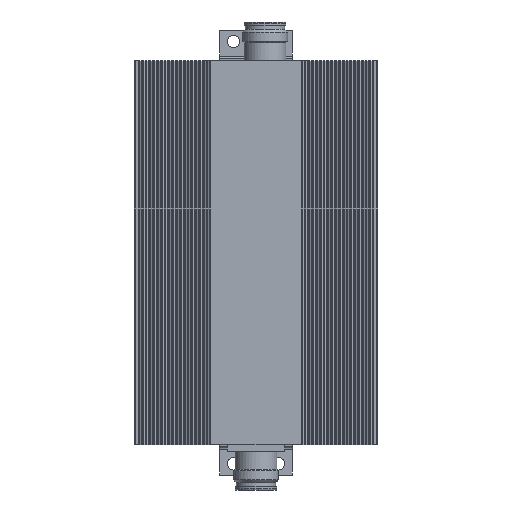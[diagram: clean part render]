
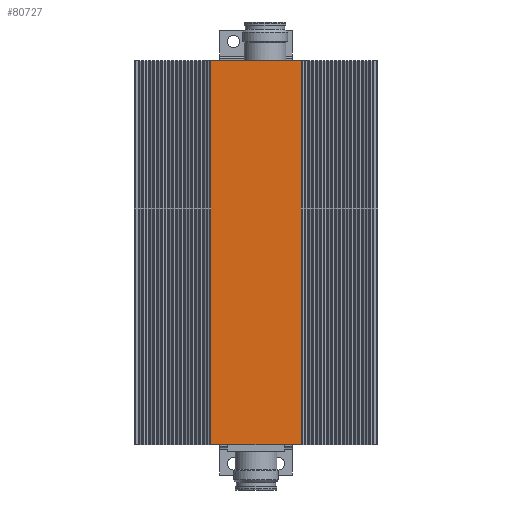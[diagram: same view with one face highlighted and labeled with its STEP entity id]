
A CAD part, front view. The second image highlights one B-rep face of the part: STEP entity #80727.
In plain terms, the highlighted planar face has unit normal (0, -1, 0).
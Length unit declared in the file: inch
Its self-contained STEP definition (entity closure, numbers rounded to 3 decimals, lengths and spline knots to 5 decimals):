
#1590 = DIRECTION ( 'NONE',  ( 1., 0., 0. ) ) ;
#6940 = ORIENTED_EDGE ( 'NONE', *, *, #97232, .F. ) ;
#13913 = CARTESIAN_POINT ( 'NONE',  ( 139.81556, -0.8723, 6.69291 ) ) ;
#15137 = VERTEX_POINT ( 'NONE', #24033 ) ;
#18068 = CARTESIAN_POINT ( 'NONE',  ( 142.70335, -0.8723, 6.69291 ) ) ;
#18651 = FACE_OUTER_BOUND ( 'NONE', #82455, .T. ) ;
#20955 = VECTOR ( 'NONE', #25428, 39.37008 ) ;
#22265 = DIRECTION ( 'NONE',  ( 0., 0., -1. ) ) ;
#24033 = CARTESIAN_POINT ( 'NONE',  ( 141.39036, -0.8723, 0. ) ) ;
#25428 = DIRECTION ( 'NONE',  ( 0., 0., 1. ) ) ;
#26784 = VERTEX_POINT ( 'NONE', #65432 ) ;
#27911 = CARTESIAN_POINT ( 'NONE',  ( 139.81556, -0.8723, 0. ) ) ;
#29788 = EDGE_CURVE ( 'NONE', #15137, #49467, #77053, .T. ) ;
#33934 = CARTESIAN_POINT ( 'NONE',  ( 141.39036, -0.8723, 6.69291 ) ) ;
#40752 = VECTOR ( 'NONE', #1590, 39.37008 ) ;
#44983 = VERTEX_POINT ( 'NONE', #27911 ) ;
#46674 = VECTOR ( 'NONE', #82286, 39.37008 ) ;
#47151 = ORIENTED_EDGE ( 'NONE', *, *, #29788, .T. ) ;
#47382 = DIRECTION ( 'NONE',  ( 0., 1., 0. ) ) ;
#47683 = CARTESIAN_POINT ( 'NONE',  ( 142.70335, -0.8723, 0. ) ) ;
#49467 = VERTEX_POINT ( 'NONE', #80448 ) ;
#54322 = LINE ( 'NONE', #18068, #40752 ) ;
#56839 = ORIENTED_EDGE ( 'NONE', *, *, #92383, .F. ) ;
#63514 = ORIENTED_EDGE ( 'NONE', *, *, #71367, .T. ) ;
#65363 = CARTESIAN_POINT ( 'NONE',  ( 139.81556, -0.8723, 6.69291 ) ) ;
#65432 = CARTESIAN_POINT ( 'NONE',  ( 139.81556, -0.8723, 6.69291 ) ) ;
#71367 = EDGE_CURVE ( 'NONE', #26784, #44983, #108493, .T. ) ;
#71536 = LINE ( 'NONE', #47683, #46674 ) ;
#77053 = LINE ( 'NONE', #33934, #20955 ) ;
#80448 = CARTESIAN_POINT ( 'NONE',  ( 141.39036, -0.8723, 6.69291 ) ) ;
#80727 = ADVANCED_FACE ( 'NONE', ( #18651 ), #98467, .F. ) ;
#82286 = DIRECTION ( 'NONE',  ( -1., 0., 0. ) ) ;
#82455 = EDGE_LOOP ( 'NONE', ( #47151, #56839, #63514, #6940 ) ) ;
#83097 = DIRECTION ( 'NONE',  ( 0., 0., 1. ) ) ;
#92383 = EDGE_CURVE ( 'NONE', #26784, #49467, #54322, .T. ) ;
#97232 = EDGE_CURVE ( 'NONE', #15137, #44983, #71536, .T. ) ;
#98467 = PLANE ( 'NONE',  #104455 ) ;
#104455 = AXIS2_PLACEMENT_3D ( 'NONE', #13913, #47382, #83097 ) ;
#106815 = VECTOR ( 'NONE', #22265, 39.37008 ) ;
#108493 = LINE ( 'NONE', #65363, #106815 ) ;
